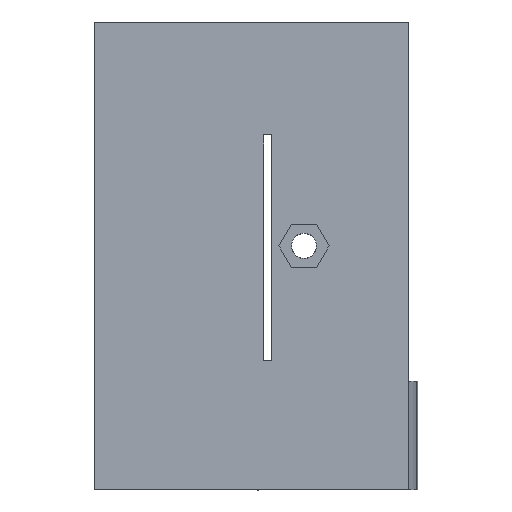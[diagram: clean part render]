
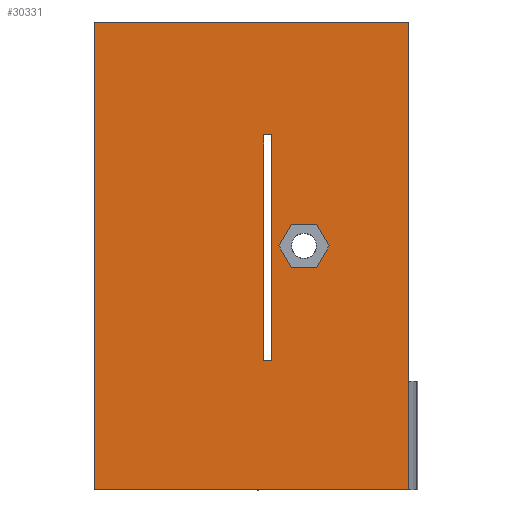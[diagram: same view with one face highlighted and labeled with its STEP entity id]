
A CAD part, left-side view. The second image highlights one B-rep face of the part: STEP entity #30331.
In plain terms, the highlighted planar face has unit normal (-1, 0, 0).
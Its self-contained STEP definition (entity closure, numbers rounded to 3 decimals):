
#19528 = VERTEX_POINT('',#19529);
#19529 = CARTESIAN_POINT('',(-23.5,10.5,0.));
#19535 = EDGE_CURVE('',#19536,#19528,#19538,.T.);
#19536 = VERTEX_POINT('',#19537);
#19537 = CARTESIAN_POINT('',(-23.5,-28.5,0.));
#19538 = LINE('',#19539,#19540);
#19539 = CARTESIAN_POINT('',(-23.5,-28.5,0.));
#19540 = VECTOR('',#19541,1.);
#19541 = DIRECTION('',(0.,1.,0.));
#25254 = EDGE_CURVE('',#19536,#25255,#25257,.T.);
#25255 = VERTEX_POINT('',#25256);
#25256 = CARTESIAN_POINT('',(-23.5,-28.5,58.));
#25257 = LINE('',#25258,#25259);
#25258 = CARTESIAN_POINT('',(-23.5,-28.5,0.));
#25259 = VECTOR('',#25260,1.);
#25260 = DIRECTION('',(0.,0.,1.));
#25674 = VERTEX_POINT('',#25675);
#25675 = CARTESIAN_POINT('',(-23.5,10.5,58.));
#25683 = EDGE_CURVE('',#25255,#25674,#25684,.T.);
#25684 = LINE('',#25685,#25686);
#25685 = CARTESIAN_POINT('',(-23.5,-28.5,58.));
#25686 = VECTOR('',#25687,1.);
#25687 = DIRECTION('',(0.,1.,0.));
#30331 = ADVANCED_FACE('',(#30332,#30343,#30393),#30427,.F.);
#30332 = FACE_BOUND('',#30333,.F.);
#30333 = EDGE_LOOP('',(#30334,#30335,#30336,#30342));
#30334 = ORIENTED_EDGE('',*,*,#25254,.F.);
#30335 = ORIENTED_EDGE('',*,*,#19535,.T.);
#30336 = ORIENTED_EDGE('',*,*,#30337,.T.);
#30337 = EDGE_CURVE('',#19528,#25674,#30338,.T.);
#30338 = LINE('',#30339,#30340);
#30339 = CARTESIAN_POINT('',(-23.5,10.5,0.));
#30340 = VECTOR('',#30341,1.);
#30341 = DIRECTION('',(0.,0.,1.));
#30342 = ORIENTED_EDGE('',*,*,#25683,.F.);
#30343 = FACE_BOUND('',#30344,.F.);
#30344 = EDGE_LOOP('',(#30345,#30355,#30363,#30371,#30379,#30387));
#30345 = ORIENTED_EDGE('',*,*,#30346,.T.);
#30346 = EDGE_CURVE('',#30347,#30349,#30351,.T.);
#30347 = VERTEX_POINT('',#30348);
#30348 = CARTESIAN_POINT('',(-23.5,-13.95,32.935));
#30349 = VERTEX_POINT('',#30350);
#30350 = CARTESIAN_POINT('',(-23.5,-12.4,30.25));
#30351 = LINE('',#30352,#30353);
#30352 = CARTESIAN_POINT('',(-23.5,-8.638,23.734));
#30353 = VECTOR('',#30354,1.);
#30354 = DIRECTION('',(0.,0.5,-0.866));
#30355 = ORIENTED_EDGE('',*,*,#30356,.T.);
#30356 = EDGE_CURVE('',#30349,#30357,#30359,.T.);
#30357 = VERTEX_POINT('',#30358);
#30358 = CARTESIAN_POINT('',(-23.5,-13.95,27.565));
#30359 = LINE('',#30360,#30361);
#30360 = CARTESIAN_POINT('',(-23.5,-20.962,15.42));
#30361 = VECTOR('',#30362,1.);
#30362 = DIRECTION('',(0.,-0.5,-0.866));
#30363 = ORIENTED_EDGE('',*,*,#30364,.T.);
#30364 = EDGE_CURVE('',#30357,#30365,#30367,.T.);
#30365 = VERTEX_POINT('',#30366);
#30366 = CARTESIAN_POINT('',(-23.5,-17.05,27.565));
#30367 = LINE('',#30368,#30369);
#30368 = CARTESIAN_POINT('',(-23.5,-21.225,27.565));
#30369 = VECTOR('',#30370,1.);
#30370 = DIRECTION('',(0.,-1.,0.));
#30371 = ORIENTED_EDGE('',*,*,#30372,.T.);
#30372 = EDGE_CURVE('',#30365,#30373,#30375,.T.);
#30373 = VERTEX_POINT('',#30374);
#30374 = CARTESIAN_POINT('',(-23.5,-18.6,30.25));
#30375 = LINE('',#30376,#30377);
#30376 = CARTESIAN_POINT('',(-23.5,-12.513,19.707));
#30377 = VECTOR('',#30378,1.);
#30378 = DIRECTION('',(0.,-0.5,0.866));
#30379 = ORIENTED_EDGE('',*,*,#30380,.T.);
#30380 = EDGE_CURVE('',#30373,#30381,#30383,.T.);
#30381 = VERTEX_POINT('',#30382);
#30382 = CARTESIAN_POINT('',(-23.5,-17.05,32.935));
#30383 = LINE('',#30384,#30385);
#30384 = CARTESIAN_POINT('',(-23.5,-26.387,16.763));
#30385 = VECTOR('',#30386,1.);
#30386 = DIRECTION('',(0.,0.5,0.866));
#30387 = ORIENTED_EDGE('',*,*,#30388,.T.);
#30388 = EDGE_CURVE('',#30381,#30347,#30389,.T.);
#30389 = LINE('',#30390,#30391);
#30390 = CARTESIAN_POINT('',(-23.5,-22.775,32.935));
#30391 = VECTOR('',#30392,1.);
#30392 = DIRECTION('',(0.,1.,0.));
#30393 = FACE_BOUND('',#30394,.F.);
#30394 = EDGE_LOOP('',(#30395,#30405,#30413,#30421));
#30395 = ORIENTED_EDGE('',*,*,#30396,.F.);
#30396 = EDGE_CURVE('',#30397,#30399,#30401,.T.);
#30397 = VERTEX_POINT('',#30398);
#30398 = CARTESIAN_POINT('',(-23.5,-10.5,16.));
#30399 = VERTEX_POINT('',#30400);
#30400 = CARTESIAN_POINT('',(-23.5,-10.5,44.));
#30401 = LINE('',#30402,#30403);
#30402 = CARTESIAN_POINT('',(-23.5,-10.5,8.));
#30403 = VECTOR('',#30404,1.);
#30404 = DIRECTION('',(0.,0.,1.));
#30405 = ORIENTED_EDGE('',*,*,#30406,.T.);
#30406 = EDGE_CURVE('',#30397,#30407,#30409,.T.);
#30407 = VERTEX_POINT('',#30408);
#30408 = CARTESIAN_POINT('',(-23.5,-11.5,16.));
#30409 = LINE('',#30410,#30411);
#30410 = CARTESIAN_POINT('',(-23.5,-20.,16.));
#30411 = VECTOR('',#30412,1.);
#30412 = DIRECTION('',(0.,-1.,0.));
#30413 = ORIENTED_EDGE('',*,*,#30414,.T.);
#30414 = EDGE_CURVE('',#30407,#30415,#30417,.T.);
#30415 = VERTEX_POINT('',#30416);
#30416 = CARTESIAN_POINT('',(-23.5,-11.5,44.));
#30417 = LINE('',#30418,#30419);
#30418 = CARTESIAN_POINT('',(-23.5,-11.5,8.));
#30419 = VECTOR('',#30420,1.);
#30420 = DIRECTION('',(0.,0.,1.));
#30421 = ORIENTED_EDGE('',*,*,#30422,.F.);
#30422 = EDGE_CURVE('',#30399,#30415,#30423,.T.);
#30423 = LINE('',#30424,#30425);
#30424 = CARTESIAN_POINT('',(-23.5,-20.,44.));
#30425 = VECTOR('',#30426,1.);
#30426 = DIRECTION('',(0.,-1.,0.));
#30427 = PLANE('',#30428);
#30428 = AXIS2_PLACEMENT_3D('',#30429,#30430,#30431);
#30429 = CARTESIAN_POINT('',(-23.5,-28.5,0.));
#30430 = DIRECTION('',(1.,0.,0.));
#30431 = DIRECTION('',(0.,0.,1.));
